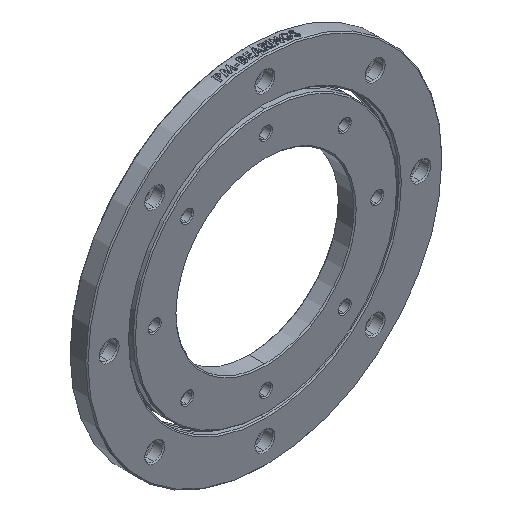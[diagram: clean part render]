
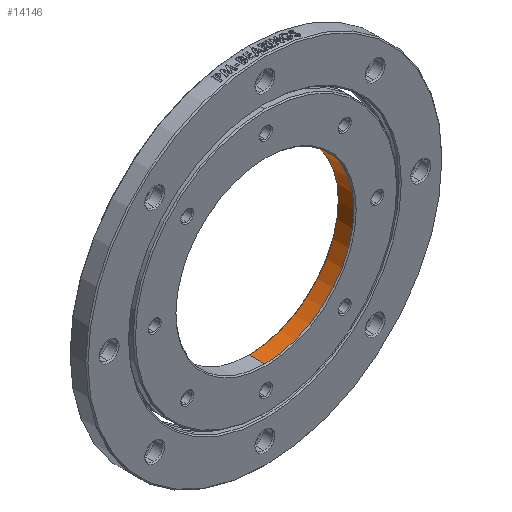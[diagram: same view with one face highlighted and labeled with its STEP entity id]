
A CAD part, isometric view. The second image highlights one B-rep face of the part: STEP entity #14146.
In plain terms, the highlighted cylindrical face has radius 40 mm (diameter 80 mm), a partial arc.
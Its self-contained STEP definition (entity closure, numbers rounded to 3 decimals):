
#344 = VECTOR ( 'NONE', #8925, 1000. ) ;
#421 = VECTOR ( 'NONE', #8771, 1000. ) ;
#2486 = VERTEX_POINT ( 'NONE', #12634 ) ;
#2487 = VERTEX_POINT ( 'NONE', #12635 ) ;
#2489 = VERTEX_POINT ( 'NONE', #12637 ) ;
#3072 = VERTEX_POINT ( 'NONE', #12729 ) ;
#3157 = EDGE_CURVE ( 'NONE', #2487, #3072, #11632, .T. ) ;
#6190 = AXIS2_PLACEMENT_3D ( 'NONE', #9748, #9746, #9754 ) ;
#6273 = AXIS2_PLACEMENT_3D ( 'NONE', #8994, #8995, #8996 ) ;
#6275 = CIRCLE ( 'NONE', #6273, 40. ) ;
#6607 = EDGE_LOOP ( 'NONE', ( #10899, #10898, #10897, #10896 ) ) ;
#6696 = EDGE_CURVE ( 'NONE', #2487, #2486, #8766, .T. ) ;
#6822 = EDGE_CURVE ( 'NONE', #3072, #2489, #8923, .T. ) ;
#8762 = CARTESIAN_POINT ( 'NONE',  ( 0., 0., 40. ) ) ;
#8766 = LINE ( 'NONE', #8762, #421 ) ;
#8771 = DIRECTION ( 'NONE',  ( 0., -1., 0. ) ) ;
#8923 = LINE ( 'NONE', #8924, #344 ) ;
#8924 = CARTESIAN_POINT ( 'NONE',  ( 0., 0., -40. ) ) ;
#8925 = DIRECTION ( 'NONE',  ( 0., -1., 0. ) ) ;
#8994 = CARTESIAN_POINT ( 'NONE',  ( 0., 0.5, 0. ) ) ;
#8995 = DIRECTION ( 'NONE',  ( 0., -1., 0. ) ) ;
#8996 = DIRECTION ( 'NONE',  ( 0., 0., 1. ) ) ;
#9746 = DIRECTION ( 'NONE',  ( 0., -1., 0. ) ) ;
#9748 = CARTESIAN_POINT ( 'NONE',  ( 0., 0., 0. ) ) ;
#9751 = CYLINDRICAL_SURFACE ( 'NONE', #6190, 40. ) ;
#9752 = FACE_OUTER_BOUND ( 'NONE', #6607, .T. ) ;
#9754 = DIRECTION ( 'NONE',  ( 0., 0., -1. ) ) ;
#10896 = ORIENTED_EDGE ( 'NONE', *, *, #14096, .T. ) ;
#10897 = ORIENTED_EDGE ( 'NONE', *, *, #6822, .T. ) ;
#10898 = ORIENTED_EDGE ( 'NONE', *, *, #3157, .T. ) ;
#10899 = ORIENTED_EDGE ( 'NONE', *, *, #6696, .F. ) ;
#11429 = AXIS2_PLACEMENT_3D ( 'NONE', #12809, #12810, #12811 ) ;
#11632 = CIRCLE ( 'NONE', #11429, 40. ) ;
#12634 = CARTESIAN_POINT ( 'NONE',  ( 0., 0.5, 40. ) ) ;
#12635 = CARTESIAN_POINT ( 'NONE',  ( 0., 7.5, 40. ) ) ;
#12637 = CARTESIAN_POINT ( 'NONE',  ( 0., 0.5, -40. ) ) ;
#12729 = CARTESIAN_POINT ( 'NONE',  ( 0., 7.5, -40. ) ) ;
#12809 = CARTESIAN_POINT ( 'NONE',  ( 0., 7.5, 0. ) ) ;
#12810 = DIRECTION ( 'NONE',  ( 0., 1., 0. ) ) ;
#12811 = DIRECTION ( 'NONE',  ( 0., 0., -1. ) ) ;
#14096 = EDGE_CURVE ( 'NONE', #2489, #2486, #6275, .T. ) ;
#14146 = ADVANCED_FACE ( 'NONE', ( #9752 ), #9751, .F. ) ;
